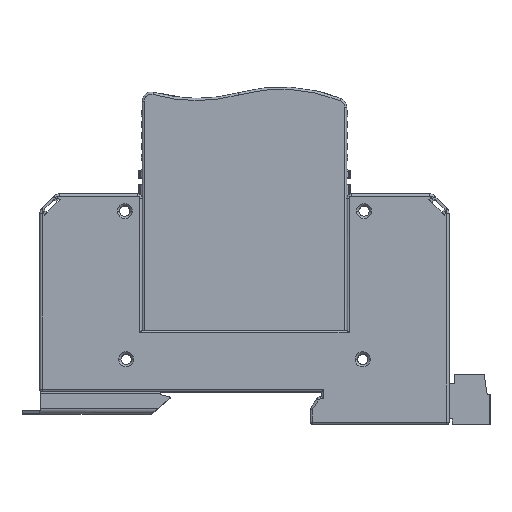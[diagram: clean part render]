
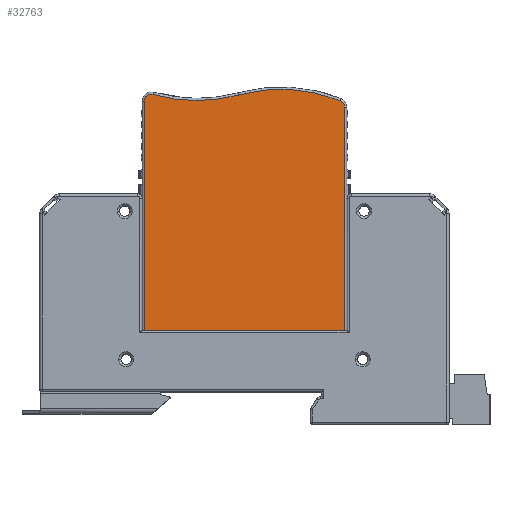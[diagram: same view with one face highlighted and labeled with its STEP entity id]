
A CAD part, top view. The second image highlights one B-rep face of the part: STEP entity #32763.
In plain terms, the highlighted face is planar.
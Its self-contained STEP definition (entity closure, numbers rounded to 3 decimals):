
#28386=CARTESIAN_POINT('',(-20.5,-8.9,50.377));
#28387=DIRECTION('',(0.,1.,0.));
#28388=DIRECTION('',(-1.,0.,0.));
#28389=AXIS2_PLACEMENT_3D('',#28386,#28387,#28388);
#28394=CARTESIAN_POINT('',(-10.5,-8.9,86.));
#28395=DIRECTION('',(0.,-1.,0.));
#28396=DIRECTION('',(-0.27,0.,-0.963));
#28397=AXIS2_PLACEMENT_3D('',#28394,#28395,#28396);
#28402=CARTESIAN_POINT('',(8.04,-8.9,18.5));
#28403=DIRECTION('',(0.,1.,0.));
#28404=DIRECTION('',(-0.267,0.,0.964));
#28405=AXIS2_PLACEMENT_3D('',#28402,#28403,#28404);
#28410=CARTESIAN_POINT('',(20.5,-8.9,49.057));
#28411=DIRECTION('',(0.,1.,0.));
#28412=DIRECTION('',(0.378,0.,0.926));
#28413=AXIS2_PLACEMENT_3D('',#28410,#28411,#28412);
#28418=DIRECTION('',(0.,0.,1.));
#28419=VECTOR('',#28418,49.057);
#28420=CARTESIAN_POINT('',(22.,-8.9,0.));
#28421=LINE('',#28420,#28419);
#28487=DIRECTION('',(1.,0.,0.));
#28488=VECTOR('',#28487,44.);
#28489=CARTESIAN_POINT('',(-22.,-8.9,0.));
#28490=LINE('',#28489,#28488);
#29093=DIRECTION('',(0.,0.,-1.));
#29094=VECTOR('',#29093,50.377);
#29095=CARTESIAN_POINT('',(-22.,-8.9,50.377));
#29096=LINE('',#29095,#29094);
#32150=CARTESIAN_POINT('',(22.,-8.9,0.));
#32151=CARTESIAN_POINT('',(22.,-8.9,49.057));
#32152=VERTEX_POINT('',#32150);
#32153=VERTEX_POINT('',#32151);
#32154=CARTESIAN_POINT('',(-22.,-8.9,0.));
#32155=VERTEX_POINT('',#32154);
#32156=CARTESIAN_POINT('',(-22.,-8.9,50.377));
#32157=VERTEX_POINT('',#32156);
#32158=CARTESIAN_POINT('',(-20.095,-8.9,51.821));
#32159=VERTEX_POINT('',#32158);
#32160=CARTESIAN_POINT('',(-1.156,-8.9,51.752));
#32161=VERTEX_POINT('',#32160);
#32162=CARTESIAN_POINT('',(21.066,-8.9,50.446));
#32163=VERTEX_POINT('',#32162);
#32742=CARTESIAN_POINT('',(0.,-8.9,0.));
#32743=DIRECTION('',(0.,1.,0.));
#32744=DIRECTION('',(-1.,0.,0.));
#32745=AXIS2_PLACEMENT_3D('',#32742,#32743,#32744);
#32746=PLANE('',#32745);
#32748=ORIENTED_EDGE('',*,*,#32747,.F.);
#32750=ORIENTED_EDGE('',*,*,#32749,.F.);
#32752=ORIENTED_EDGE('',*,*,#32751,.F.);
#32754=ORIENTED_EDGE('',*,*,#32753,.T.);
#32756=ORIENTED_EDGE('',*,*,#32755,.T.);
#32758=ORIENTED_EDGE('',*,*,#32757,.T.);
#32760=ORIENTED_EDGE('',*,*,#32759,.T.);
#32761=EDGE_LOOP('',(#32748,#32750,#32752,#32754,#32756,#32758,#32760));
#32762=FACE_OUTER_BOUND('',#32761,.F.);
#28390=CIRCLE('',#28389,1.5);
#28398=CIRCLE('',#28397,35.5);
#28406=CIRCLE('',#28405,34.5);
#28414=CIRCLE('',#28413,1.5);
#32747=EDGE_CURVE('',#32152,#32153,#28421,.T.);
#32749=EDGE_CURVE('',#32155,#32152,#28490,.T.);
#32751=EDGE_CURVE('',#32157,#32155,#29096,.T.);
#32753=EDGE_CURVE('',#32157,#32159,#28390,.T.);
#32755=EDGE_CURVE('',#32159,#32161,#28398,.T.);
#32757=EDGE_CURVE('',#32161,#32163,#28406,.T.);
#32759=EDGE_CURVE('',#32163,#32153,#28414,.T.);
#32763=ADVANCED_FACE('',(#32762),#32746,.F.);
